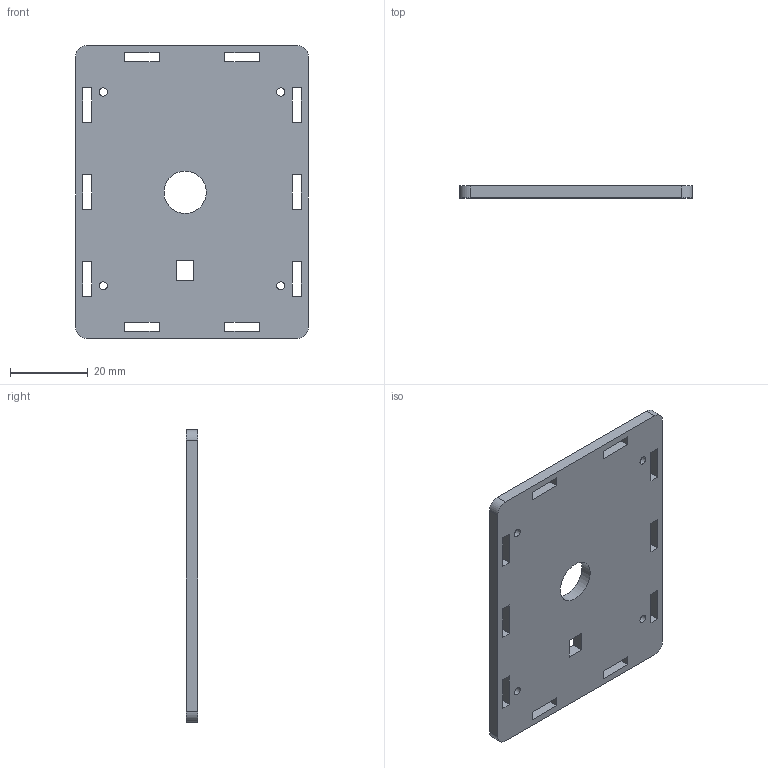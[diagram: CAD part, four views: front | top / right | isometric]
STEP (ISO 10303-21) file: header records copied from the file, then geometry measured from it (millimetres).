
FILE_DESCRIPTION(/* description */ (''),/* implementation_level */ '2;1');
FILE_NAME(/* name */ 'tapa2.stp',/* time_stamp */ '2018-09-20T18:14:30+02:00',/* author */ ('lmacia'),/* organization */ (''),/* preprocessor_version */ 'ST-DEVELOPER v17',/* originating_system */ 'Autodesk Inventor 2019',/* authorisation */ '');
FILE_SCHEMA (('AUTOMOTIVE_DESIGN { 1 0 10303 214 3 1 1 }'));
Length unit declared in the file: millimetre
Products named in the file (1): tapa2
Bounding box: 59.93 x 3 x 75.3 mm (x, y, z)
Volume: 12479.3 mm3; surface area: 10040.7 mm2
Topology: 1 solids, 1 shells, 59 faces, 171 edges, 114 vertices
Faces by surface type: plane 50, cylinder 9
Full cylindrical faces by diameter (mm): 2.1 x4, 10.875 x1
Entity records: 2026 total; most frequent: CARTESIAN_POINT 345, ORIENTED_EDGE 342, DIRECTION 309, EDGE_CURVE 171, LINE 153, VECTOR 153, VERTEX_POINT 114, EDGE_LOOP 91
